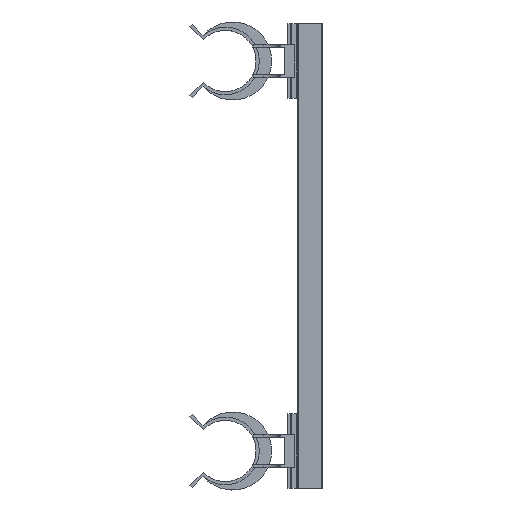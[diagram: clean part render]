
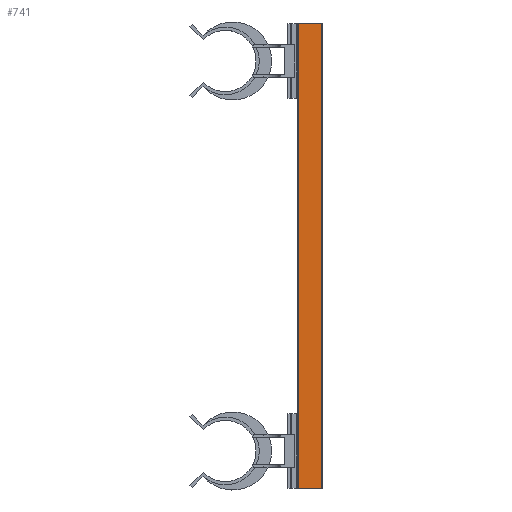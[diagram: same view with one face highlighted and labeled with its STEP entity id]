
A CAD part, top view. The second image highlights one B-rep face of the part: STEP entity #741.
In plain terms, the highlighted face is planar.
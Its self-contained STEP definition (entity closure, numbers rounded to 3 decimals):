
#741=ADVANCED_FACE('',(#1634),#1635,.T.);
#1634=FACE_OUTER_BOUND('',#2626,.T.);
#1635=PLANE('',#2627);
#2626=EDGE_LOOP('',(#6307,#6308,#6309,#6310));
#2627=AXIS2_PLACEMENT_3D('',#6311,#6312,#6313);
#6307=ORIENTED_EDGE('',*,*,#8484,.F.);
#6308=ORIENTED_EDGE('',*,*,#8485,.T.);
#6309=ORIENTED_EDGE('',*,*,#8339,.F.);
#6310=ORIENTED_EDGE('',*,*,#8425,.T.);
#6311=CARTESIAN_POINT('',(356.053,103.923,31.865));
#6312=DIRECTION('',(0.,1.0,0.));
#6313=DIRECTION('',(1.0,0.,0.0));
#8339=EDGE_CURVE('',#10409,#10411,#10412,.T.);
#8425=EDGE_CURVE('',#10409,#10571,#10573,.T.);
#8484=EDGE_CURVE('',#10657,#10571,#10659,.T.);
#8485=EDGE_CURVE('',#10657,#10411,#10660,.T.);
#10409=VERTEX_POINT('',#13315);
#10411=VERTEX_POINT('',#13317);
#10412=LINE('',#13318,#13319);
#10571=VERTEX_POINT('',#13518);
#10573=LINE('',#13520,#13521);
#10657=VERTEX_POINT('',#13639);
#10659=LINE('',#13641,#13642);
#10660=LINE('',#13643,#13644);
#13315=CARTESIAN_POINT('',(368.553,103.923,-93.135));
#13317=CARTESIAN_POINT('',(368.553,103.923,156.865));
#13318=CARTESIAN_POINT('',(368.553,103.923,31.865));
#13319=VECTOR('',#16387,1.0);
#13518=CARTESIAN_POINT('',(356.553,103.923,-93.135));
#13520=CARTESIAN_POINT('',(369.053,103.923,-93.135));
#13521=VECTOR('',#16563,1.0);
#13639=CARTESIAN_POINT('',(356.553,103.923,156.865));
#13641=CARTESIAN_POINT('',(356.553,103.923,31.865));
#13642=VECTOR('',#16670,1.0);
#13643=CARTESIAN_POINT('',(369.053,103.923,156.865));
#13644=VECTOR('',#16671,1.0);
#16387=DIRECTION('',(0.,0.,1.0));
#16563=DIRECTION('',(-1.0,0.,0.));
#16670=DIRECTION('',(0.,0.,-1.0));
#16671=DIRECTION('',(1.0,0.,0.));
